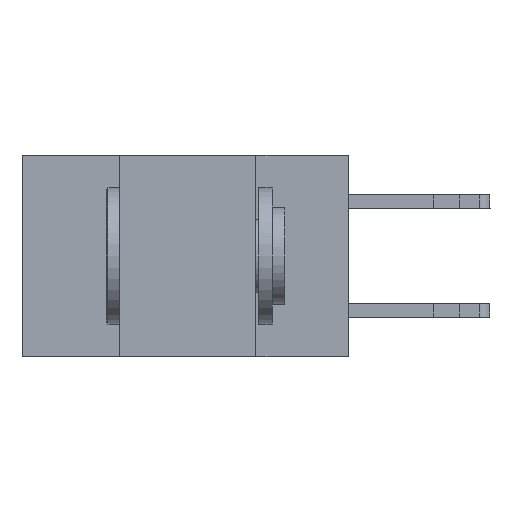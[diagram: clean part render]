
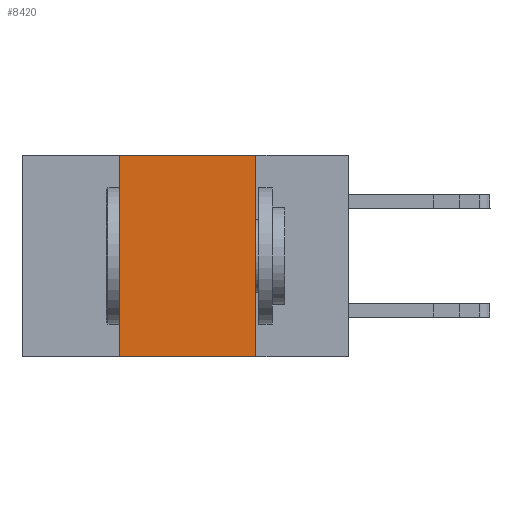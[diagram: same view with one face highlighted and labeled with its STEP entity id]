
A CAD part, left-side view. The second image highlights one B-rep face of the part: STEP entity #8420.
In plain terms, the highlighted planar face has unit normal (-1, 0, 0).
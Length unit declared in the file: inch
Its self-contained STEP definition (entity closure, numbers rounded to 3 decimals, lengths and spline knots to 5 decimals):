
#833 = CARTESIAN_POINT ( 'NONE',  ( 0., 0.6, 0. ) ) ;
#960 = CARTESIAN_POINT ( 'NONE',  ( 0., 0.42, -0.37 ) ) ;
#1247 = VERTEX_POINT ( 'NONE', #960 ) ;
#2625 = DIRECTION ( 'NONE',  ( 0., 0., 1. ) ) ;
#3882 = ORIENTED_EDGE ( 'NONE', *, *, #9476, .F. ) ;
#4144 = VECTOR ( 'NONE', #8982, 39.37008 ) ;
#4633 = DIRECTION ( 'NONE',  ( 0., -1., 0. ) ) ;
#4692 = VERTEX_POINT ( 'NONE', #15437 ) ;
#4770 = VECTOR ( 'NONE', #21526, 39.37008 ) ;
#5832 = DIRECTION ( 'NONE',  ( 1., 0., 0. ) ) ;
#7568 = FACE_OUTER_BOUND ( 'NONE', #14495, .T. ) ;
#7681 = PLANE ( 'NONE',  #20150 ) ;
#8043 = LINE ( 'NONE', #19896, #4770 ) ;
#8411 = VECTOR ( 'NONE', #4633, 39.37008 ) ;
#8420 = ADVANCED_FACE ( 'NONE', ( #7568 ), #7681, .F. ) ;
#8902 = EDGE_CURVE ( 'NONE', #1247, #15706, #15885, .T. ) ;
#8982 = DIRECTION ( 'NONE',  ( 0., -1., 0. ) ) ;
#9422 = LINE ( 'NONE', #10968, #4144 ) ;
#9476 = EDGE_CURVE ( 'NONE', #4692, #14137, #8043, .T. ) ;
#10968 = CARTESIAN_POINT ( 'NONE',  ( 0., 0.6, -0.37 ) ) ;
#11757 = LINE ( 'NONE', #18442, #8411 ) ;
#12533 = DIRECTION ( 'NONE',  ( 0., 0., -1. ) ) ;
#13478 = ORIENTED_EDGE ( 'NONE', *, *, #8902, .F. ) ;
#13630 = EDGE_CURVE ( 'NONE', #1247, #14137, #9422, .T. ) ;
#14137 = VERTEX_POINT ( 'NONE', #15658 ) ;
#14495 = EDGE_LOOP ( 'NONE', ( #3882, #15190, #13478, #18206 ) ) ;
#15190 = ORIENTED_EDGE ( 'NONE', *, *, #21289, .F. ) ;
#15437 = CARTESIAN_POINT ( 'NONE',  ( 0., 0.17, 0. ) ) ;
#15658 = CARTESIAN_POINT ( 'NONE',  ( 0., 0.17, -0.37 ) ) ;
#15706 = VERTEX_POINT ( 'NONE', #21555 ) ;
#15885 = LINE ( 'NONE', #21011, #19458 ) ;
#18206 = ORIENTED_EDGE ( 'NONE', *, *, #13630, .T. ) ;
#18442 = CARTESIAN_POINT ( 'NONE',  ( 0., 0.6, 0. ) ) ;
#19458 = VECTOR ( 'NONE', #2625, 39.37008 ) ;
#19896 = CARTESIAN_POINT ( 'NONE',  ( 0., 0.17, -0.37 ) ) ;
#20150 = AXIS2_PLACEMENT_3D ( 'NONE', #833, #5832, #12533 ) ;
#21011 = CARTESIAN_POINT ( 'NONE',  ( 0., 0.42, -0.37 ) ) ;
#21289 = EDGE_CURVE ( 'NONE', #15706, #4692, #11757, .T. ) ;
#21526 = DIRECTION ( 'NONE',  ( 0., 0., -1. ) ) ;
#21555 = CARTESIAN_POINT ( 'NONE',  ( 0., 0.42, 0. ) ) ;
